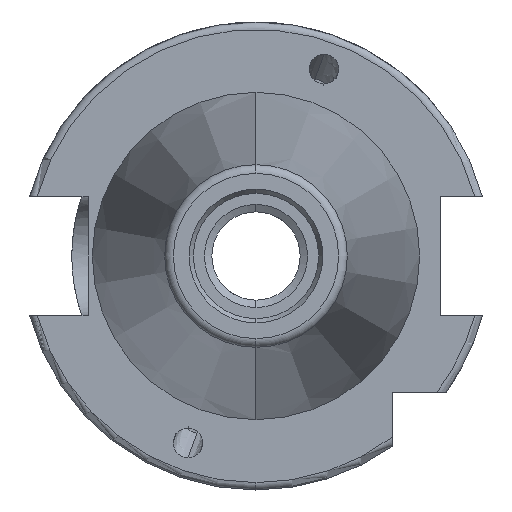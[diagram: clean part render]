
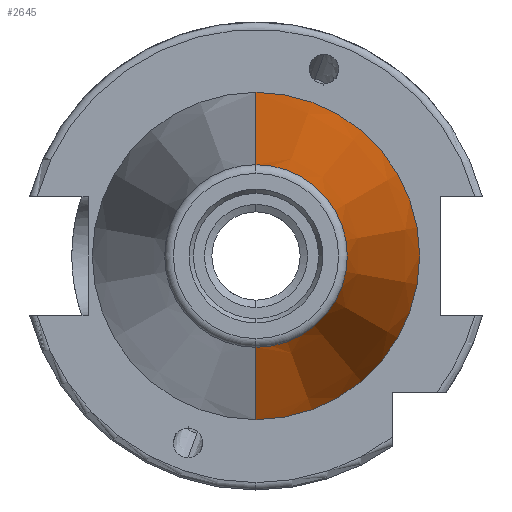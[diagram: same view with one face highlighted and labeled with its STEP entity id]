
A CAD part, left-side view. The second image highlights one B-rep face of the part: STEP entity #2645.
In plain terms, the highlighted conical face has half-angle 8.297 degrees and reference radius 22.225 mm.
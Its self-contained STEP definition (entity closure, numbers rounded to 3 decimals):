
#225 = DIRECTION ( 'NONE',  ( 0., 0., 1. ) ) ;
#230 = DIRECTION ( 'NONE',  ( 1., 0., 0. ) ) ;
#235 = CARTESIAN_POINT ( 'NONE',  ( 0., 0., 0. ) ) ;
#261 = CARTESIAN_POINT ( 'NONE',  ( 0., 0., 22.225 ) ) ;
#272 = CIRCLE ( 'NONE', #282, 22.225 ) ;
#278 = CARTESIAN_POINT ( 'NONE',  ( 0., 0., -22.225 ) ) ;
#279 = DIRECTION ( 'NONE',  ( 0., 0., -1. ) ) ;
#280 = DIRECTION ( 'NONE',  ( -1., 0., 0. ) ) ;
#281 = CARTESIAN_POINT ( 'NONE',  ( 0., 0., 0. ) ) ;
#282 = AXIS2_PLACEMENT_3D ( 'NONE', #281, #280, #279 ) ;
#290 = VECTOR ( 'NONE', #298, 1000. ) ;
#298 = DIRECTION ( 'NONE',  ( 0.99, 0., 0.144 ) ) ;
#299 = CARTESIAN_POINT ( 'NONE',  ( 0., 0., 22.225 ) ) ;
#300 = LINE ( 'NONE', #299, #290 ) ;
#301 = CARTESIAN_POINT ( 'NONE',  ( -67.373, 0., 12.4 ) ) ;
#304 = CONICAL_SURFACE ( 'NONE', #308, 22.225, 0.145 ) ;
#308 = AXIS2_PLACEMENT_3D ( 'NONE', #235, #230, #225 ) ;
#309 = FACE_OUTER_BOUND ( 'NONE', #2636, .T. ) ;
#2598 = VERTEX_POINT ( 'NONE', #261 ) ;
#2610 = EDGE_CURVE ( 'NONE', #2611, #2598, #272, .T. ) ;
#2611 = VERTEX_POINT ( 'NONE', #278 ) ;
#2615 = ORIENTED_EDGE ( 'NONE', *, *, #2693, .T. ) ;
#2618 = ORIENTED_EDGE ( 'NONE', *, *, #2626, .F. ) ;
#2620 = ORIENTED_EDGE ( 'NONE', *, *, #2695, .F. ) ;
#2621 = VERTEX_POINT ( 'NONE', #301 ) ;
#2626 = EDGE_CURVE ( 'NONE', #2621, #2598, #300, .T. ) ;
#2636 = EDGE_LOOP ( 'NONE', ( #2620, #2615, #2694, #2618 ) ) ;
#2645 = ADVANCED_FACE ( 'NONE', ( #309 ), #304, .T. ) ;
#2682 = VERTEX_POINT ( 'NONE', #4901 ) ;
#2693 = EDGE_CURVE ( 'NONE', #2682, #2611, #4963, .T. ) ;
#2694 = ORIENTED_EDGE ( 'NONE', *, *, #2610, .T. ) ;
#2695 = EDGE_CURVE ( 'NONE', #2682, #2621, #4959, .T. ) ;
#4901 = CARTESIAN_POINT ( 'NONE',  ( -67.373, 0., -12.4 ) ) ;
#4955 = DIRECTION ( 'NONE',  ( 0., 0., -1. ) ) ;
#4956 = DIRECTION ( 'NONE',  ( -1., 0., 0. ) ) ;
#4957 = CARTESIAN_POINT ( 'NONE',  ( -67.373, 0., 0. ) ) ;
#4958 = AXIS2_PLACEMENT_3D ( 'NONE', #4957, #4956, #4955 ) ;
#4959 = CIRCLE ( 'NONE', #4958, 12.4 ) ;
#4960 = DIRECTION ( 'NONE',  ( 0.99, 0., -0.144 ) ) ;
#4961 = VECTOR ( 'NONE', #4960, 1000. ) ;
#4962 = CARTESIAN_POINT ( 'NONE',  ( 0., 0., -22.225 ) ) ;
#4963 = LINE ( 'NONE', #4962, #4961 ) ;
